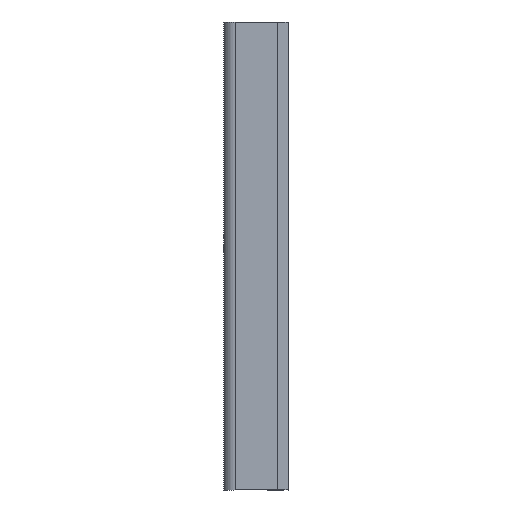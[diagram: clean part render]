
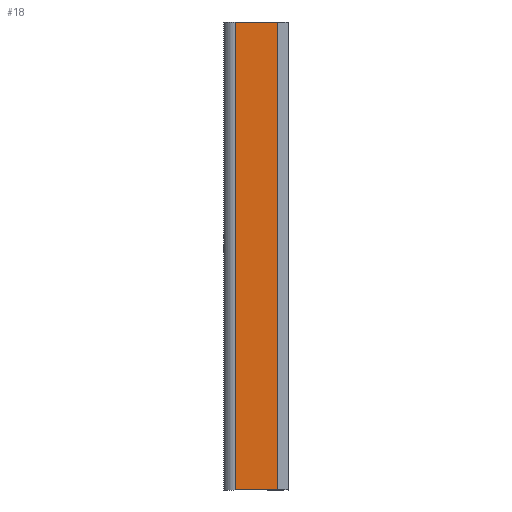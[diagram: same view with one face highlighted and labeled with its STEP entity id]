
A CAD part, left-side view. The second image highlights one B-rep face of the part: STEP entity #18.
In plain terms, the highlighted planar face has unit normal (-1, 0, 0).
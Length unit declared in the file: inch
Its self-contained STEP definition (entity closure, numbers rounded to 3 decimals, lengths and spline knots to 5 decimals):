
#2 = CARTESIAN_POINT ( 'NONE',  ( -0.59055, 2.16535, 0. ) ) ;
#18 = ADVANCED_FACE ( 'NONE', ( #571 ), #1481, .T. ) ;
#33 = LINE ( 'NONE', #806, #180 ) ;
#113 = EDGE_CURVE ( 'NONE', #244, #1657, #277, .T. ) ;
#137 = ORIENTED_EDGE ( 'NONE', *, *, #715, .F. ) ;
#159 = DIRECTION ( 'NONE',  ( 0., -1., 0. ) ) ;
#180 = VECTOR ( 'NONE', #1076, 39.37008 ) ;
#231 = VECTOR ( 'NONE', #893, 39.37008 ) ;
#244 = VERTEX_POINT ( 'NONE', #2 ) ;
#277 = LINE ( 'NONE', #790, #871 ) ;
#342 = ORIENTED_EDGE ( 'NONE', *, *, #113, .F. ) ;
#433 = DIRECTION ( 'NONE',  ( 0., -1., 0. ) ) ;
#570 = CARTESIAN_POINT ( 'NONE',  ( -0.59055, 0., -24. ) ) ;
#571 = FACE_OUTER_BOUND ( 'NONE', #1226, .T. ) ;
#696 = LINE ( 'NONE', #1473, #927 ) ;
#715 = EDGE_CURVE ( 'NONE', #1657, #1108, #33, .T. ) ;
#733 = EDGE_CURVE ( 'NONE', #832, #1108, #696, .T. ) ;
#745 = DIRECTION ( 'NONE',  ( -1., 0., 0. ) ) ;
#790 = CARTESIAN_POINT ( 'NONE',  ( -0.59055, 1.2336, 0. ) ) ;
#806 = CARTESIAN_POINT ( 'NONE',  ( -0.59055, 0., -12. ) ) ;
#832 = VERTEX_POINT ( 'NONE', #1124 ) ;
#871 = VECTOR ( 'NONE', #159, 39.37008 ) ;
#893 = DIRECTION ( 'NONE',  ( 0., 0., -1. ) ) ;
#927 = VECTOR ( 'NONE', #433, 39.37008 ) ;
#963 = CARTESIAN_POINT ( 'NONE',  ( -0.59055, 2.16535, -24. ) ) ;
#1031 = AXIS2_PLACEMENT_3D ( 'NONE', #963, #745, #1497 ) ;
#1076 = DIRECTION ( 'NONE',  ( 0., 0., -1. ) ) ;
#1108 = VERTEX_POINT ( 'NONE', #570 ) ;
#1124 = CARTESIAN_POINT ( 'NONE',  ( -0.59055, 2.16535, -24. ) ) ;
#1171 = LINE ( 'NONE', #1438, #231 ) ;
#1205 = CARTESIAN_POINT ( 'NONE',  ( -0.59055, 0., 0. ) ) ;
#1226 = EDGE_LOOP ( 'NONE', ( #342, #1304, #1508, #137 ) ) ;
#1304 = ORIENTED_EDGE ( 'NONE', *, *, #1391, .T. ) ;
#1391 = EDGE_CURVE ( 'NONE', #244, #832, #1171, .T. ) ;
#1438 = CARTESIAN_POINT ( 'NONE',  ( -0.59055, 2.16535, -12. ) ) ;
#1473 = CARTESIAN_POINT ( 'NONE',  ( -0.59055, 1.2336, -24. ) ) ;
#1481 = PLANE ( 'NONE',  #1031 ) ;
#1497 = DIRECTION ( 'NONE',  ( 0., -1., 0. ) ) ;
#1508 = ORIENTED_EDGE ( 'NONE', *, *, #733, .T. ) ;
#1657 = VERTEX_POINT ( 'NONE', #1205 ) ;
